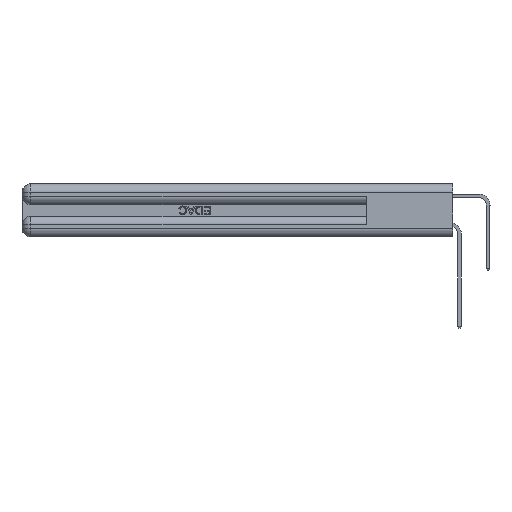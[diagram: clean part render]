
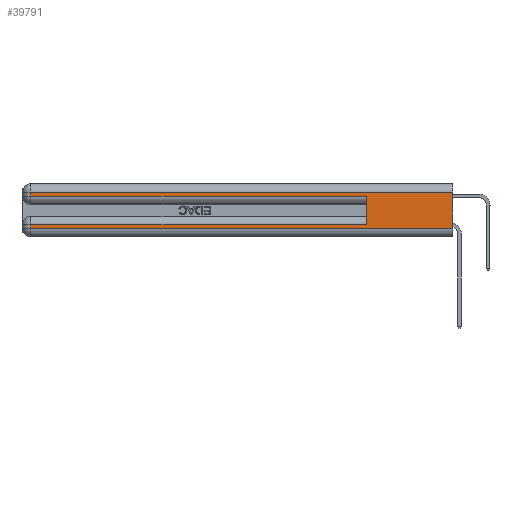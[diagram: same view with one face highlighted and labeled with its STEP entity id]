
A CAD part, left-side view. The second image highlights one B-rep face of the part: STEP entity #39791.
In plain terms, the highlighted planar face has unit normal (-1, 0, 0).
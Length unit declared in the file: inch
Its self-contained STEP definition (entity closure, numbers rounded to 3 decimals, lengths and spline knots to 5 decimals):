
#214 = CARTESIAN_POINT ( 'NONE',  ( 0., 0., 0.285 ) ) ;
#601 = CARTESIAN_POINT ( 'NONE',  ( 0., 2.94, 0.06 ) ) ;
#1453 = ORIENTED_EDGE ( 'NONE', *, *, #43210, .F. ) ;
#1556 = LINE ( 'NONE', #214, #25736 ) ;
#1706 = PLANE ( 'NONE',  #7405 ) ;
#1883 = DIRECTION ( 'NONE',  ( 0., 0., -1. ) ) ;
#1930 = ORIENTED_EDGE ( 'NONE', *, *, #24220, .F. ) ;
#4747 = DIRECTION ( 'NONE',  ( 0., 1., 0. ) ) ;
#5818 = ORIENTED_EDGE ( 'NONE', *, *, #24231, .T. ) ;
#5970 = EDGE_CURVE ( 'NONE', #22422, #33517, #34634, .T. ) ;
#6112 = CARTESIAN_POINT ( 'NONE',  ( 0., 0., 0.06 ) ) ;
#7025 = DIRECTION ( 'NONE',  ( 0., -1., 0. ) ) ;
#7405 = AXIS2_PLACEMENT_3D ( 'NONE', #11897, #28393, #29003 ) ;
#7506 = CARTESIAN_POINT ( 'NONE',  ( 0., 0., 0.31 ) ) ;
#8098 = VECTOR ( 'NONE', #1883, 39.37008 ) ;
#8341 = CARTESIAN_POINT ( 'NONE',  ( 0., 2.94, 0.085 ) ) ;
#8810 = CARTESIAN_POINT ( 'NONE',  ( 0., 0., 0.31 ) ) ;
#8863 = CARTESIAN_POINT ( 'NONE',  ( 0., 0.6, 0.145 ) ) ;
#9005 = LINE ( 'NONE', #8863, #11152 ) ;
#10592 = CARTESIAN_POINT ( 'NONE',  ( 0., 0.6, 0.085 ) ) ;
#11152 = VECTOR ( 'NONE', #25831, 39.37008 ) ;
#11312 = VECTOR ( 'NONE', #19384, 39.37008 ) ;
#11834 = CARTESIAN_POINT ( 'NONE',  ( 0., 2.94, 0.285 ) ) ;
#11897 = CARTESIAN_POINT ( 'NONE',  ( 0., 0., 0.37 ) ) ;
#12002 = ORIENTED_EDGE ( 'NONE', *, *, #42877, .T. ) ;
#12295 = LINE ( 'NONE', #8810, #15507 ) ;
#12528 = EDGE_CURVE ( 'NONE', #20008, #43976, #17234, .T. ) ;
#15055 = VERTEX_POINT ( 'NONE', #8341 ) ;
#15507 = VECTOR ( 'NONE', #4747, 39.37008 ) ;
#15537 = CARTESIAN_POINT ( 'NONE',  ( 0., 0., 0.37 ) ) ;
#15974 = DIRECTION ( 'NONE',  ( 0., 0., -1. ) ) ;
#17234 = LINE ( 'NONE', #36400, #11312 ) ;
#18706 = CARTESIAN_POINT ( 'NONE',  ( 0., 2.94, 0.37 ) ) ;
#19384 = DIRECTION ( 'NONE',  ( 0., -1., 0. ) ) ;
#20008 = VERTEX_POINT ( 'NONE', #601 ) ;
#20780 = VECTOR ( 'NONE', #15974, 39.37008 ) ;
#20783 = VERTEX_POINT ( 'NONE', #7506 ) ;
#21360 = VECTOR ( 'NONE', #43939, 39.37008 ) ;
#22422 = VERTEX_POINT ( 'NONE', #23019 ) ;
#23019 = CARTESIAN_POINT ( 'NONE',  ( 0., 2.94, 0.31 ) ) ;
#23188 = ORIENTED_EDGE ( 'NONE', *, *, #38145, .T. ) ;
#23316 = ORIENTED_EDGE ( 'NONE', *, *, #12528, .T. ) ;
#24220 = EDGE_CURVE ( 'NONE', #20783, #43976, #36942, .T. ) ;
#24231 = EDGE_CURVE ( 'NONE', #20783, #22422, #12295, .T. ) ;
#25736 = VECTOR ( 'NONE', #7025, 39.37008 ) ;
#25831 = DIRECTION ( 'NONE',  ( 0., 0., 1. ) ) ;
#25916 = DIRECTION ( 'NONE',  ( 0., 0., -1. ) ) ;
#26377 = LINE ( 'NONE', #18706, #8098 ) ;
#26996 = VERTEX_POINT ( 'NONE', #10592 ) ;
#27300 = LINE ( 'NONE', #40599, #21360 ) ;
#28213 = VERTEX_POINT ( 'NONE', #29013 ) ;
#28393 = DIRECTION ( 'NONE',  ( 1., 0., 0. ) ) ;
#29003 = DIRECTION ( 'NONE',  ( 0., 0., -1. ) ) ;
#29013 = CARTESIAN_POINT ( 'NONE',  ( 0., 0.6, 0.285 ) ) ;
#30848 = ORIENTED_EDGE ( 'NONE', *, *, #5970, .T. ) ;
#31958 = EDGE_CURVE ( 'NONE', #33517, #28213, #1556, .T. ) ;
#32663 = FACE_OUTER_BOUND ( 'NONE', #42682, .T. ) ;
#33174 = ORIENTED_EDGE ( 'NONE', *, *, #31958, .T. ) ;
#33517 = VERTEX_POINT ( 'NONE', #11834 ) ;
#34634 = LINE ( 'NONE', #36758, #20780 ) ;
#34782 = VECTOR ( 'NONE', #25916, 39.37008 ) ;
#36400 = CARTESIAN_POINT ( 'NONE',  ( 0., 0., 0.06 ) ) ;
#36758 = CARTESIAN_POINT ( 'NONE',  ( 0., 2.94, 0.37 ) ) ;
#36942 = LINE ( 'NONE', #15537, #34782 ) ;
#38145 = EDGE_CURVE ( 'NONE', #15055, #20008, #26377, .T. ) ;
#39791 = ADVANCED_FACE ( 'NONE', ( #32663 ), #1706, .F. ) ;
#40599 = CARTESIAN_POINT ( 'NONE',  ( 0., 0., 0.085 ) ) ;
#42682 = EDGE_LOOP ( 'NONE', ( #1930, #5818, #30848, #33174, #1453, #12002, #23188, #23316 ) ) ;
#42877 = EDGE_CURVE ( 'NONE', #26996, #15055, #27300, .T. ) ;
#43210 = EDGE_CURVE ( 'NONE', #26996, #28213, #9005, .T. ) ;
#43939 = DIRECTION ( 'NONE',  ( 0., 1., 0. ) ) ;
#43976 = VERTEX_POINT ( 'NONE', #6112 ) ;
